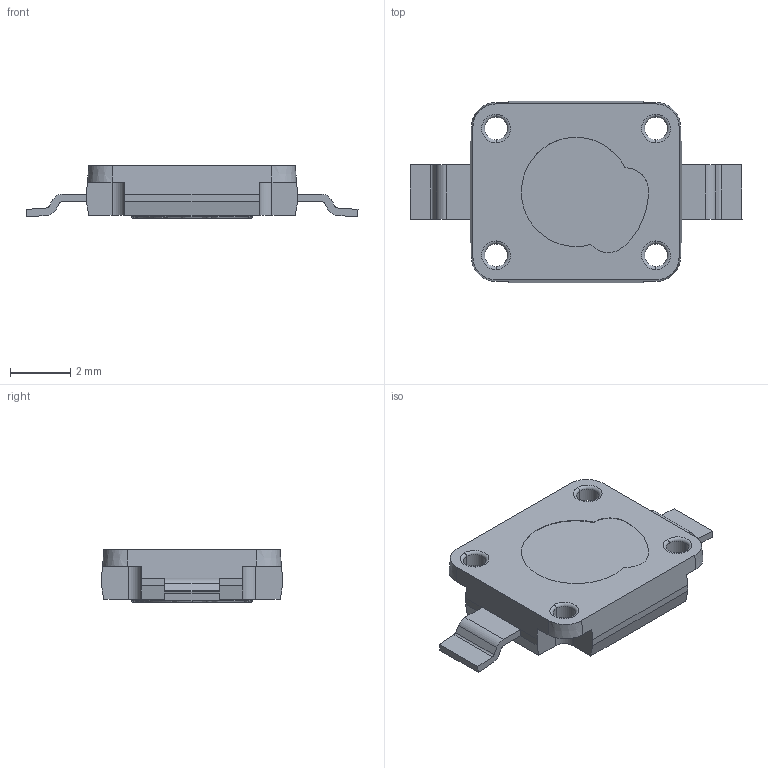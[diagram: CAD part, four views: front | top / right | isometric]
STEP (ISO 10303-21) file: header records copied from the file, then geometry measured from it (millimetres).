
FILE_DESCRIPTION(('FreeCAD Model'),'2;1');
FILE_NAME('Platinium_Dragon.step','2018-03-06T16:16:37',( 'kicad StepUp'),('ksu MCAD'),'Open CASCADE STEP processor 6.8', 'FreeCAD','Unknown');
FILE_SCHEMA(('AUTOMOTIVE_DESIGN_CC2 { 1 2 10303 214 -1 1 5 4 }'));
Length unit declared in the file: millimetre
Products named in the file (2): ASSEMBLY; Platinium_Dragon
Assembly tree (1 placements, depth 2):
  ASSEMBLY
    Platinium_Dragon
Bounding box: 11 x 6 x 1.75 mm (x, y, z)
Volume: 62.5 mm3; surface area: 140.5 mm2
Topology: 1 solids, 1 shells, 93 faces, 255 edges, 166 vertices
Faces by surface type: plane 49, cylinder 22, torus 10, bspline 8, cone 4
Entity records: 4383 total; most frequent: CARTESIAN_POINT 1349, ORIENTED_EDGE 510, DIRECTION 464, EDGE_CURVE 255, VERTEX_POINT 166, LINE 158, VECTOR 158, AXIS2_PLACEMENT_3D 153
